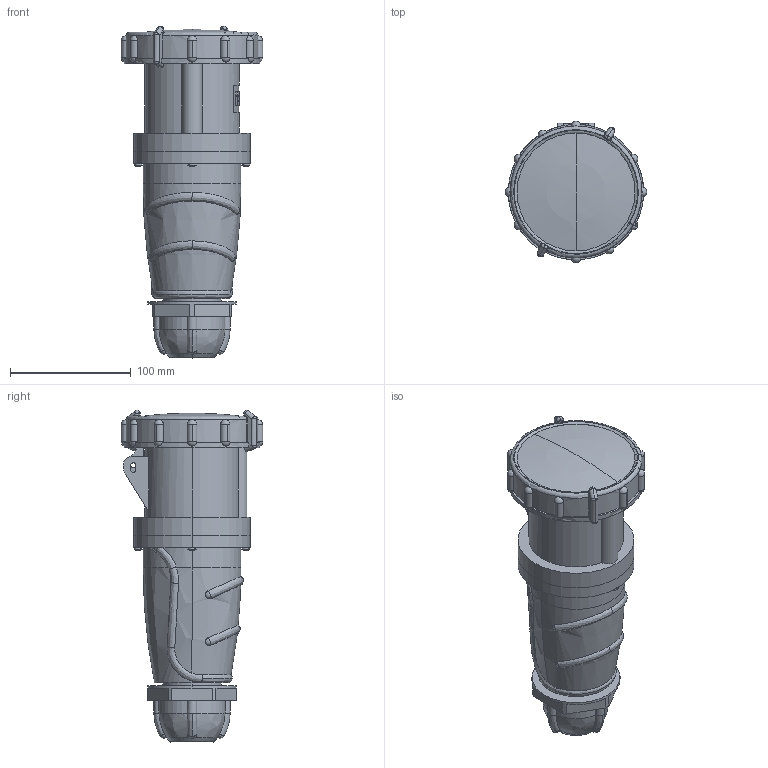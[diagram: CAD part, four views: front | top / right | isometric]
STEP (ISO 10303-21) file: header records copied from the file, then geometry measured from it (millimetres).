
FILE_DESCRIPTION (( 'STEP AP214' ), '1' );
FILE_NAME ('PSN22-063-4 MAGNUM Ðîçåòêà ïåðåíîñ. ÑÑÈ-234 63À-6÷ 380Â 3P+PE IP67 IEK.STEP', '2025-09-03T10:51:27', ( '' ), ( '' ), 'SwSTEP 2.0', 'SolidWorks 2022', '' );
FILE_SCHEMA (( 'AUTOMOTIVE_DESIGN' ));
Length unit declared in the file: millimetre
Products named in the file (1): PSN22-063-4 MAGNUM Розетка перенос. ССИ-234 63А-6ч 380В 3P+PE IP67 IEK
Bounding box: 117 x 117 x 274.51 mm (x, y, z)
Volume: 758005.1 mm3; surface area: 236762.5 mm2
Topology: 16 solids, 17 shells, 1064 faces, 2775 edges, 1778 vertices
Faces by surface type: plane 517, cylinder 328, bspline 114, torus 69, cone 28, sphere 8
Entity records: 43393 total; most frequent: CARTESIAN_POINT 17417, ORIENTED_EDGE 5454, DIRECTION 5330, EDGE_CURVE 2727, AXIS2_PLACEMENT_3D 1986, VERTEX_POINT 1776, LINE 1358, VECTOR 1358
